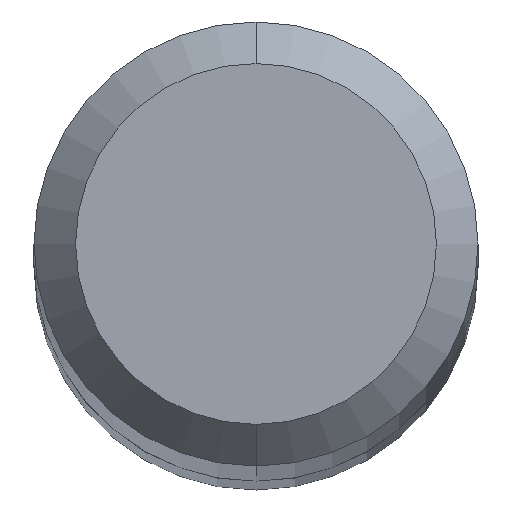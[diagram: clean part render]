
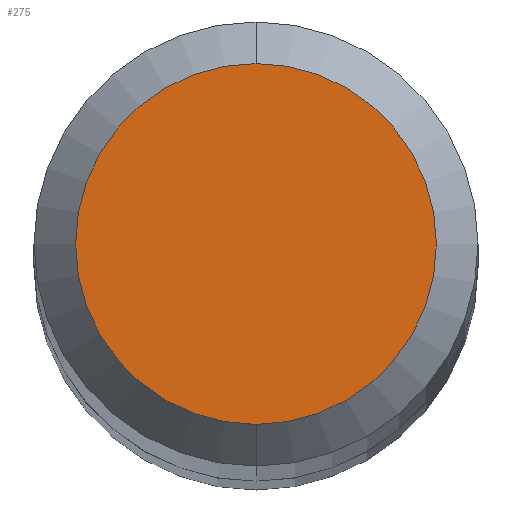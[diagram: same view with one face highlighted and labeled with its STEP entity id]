
A CAD part, top view. The second image highlights one B-rep face of the part: STEP entity #275.
In plain terms, the highlighted planar face has unit normal (0, 0, 1).
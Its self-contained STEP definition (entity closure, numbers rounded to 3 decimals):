
#213=EDGE_CURVE('',#349,#261,#491,.T.);
#231=EDGE_CURVE('',#261,#349,#511,.T.);
#261=VERTEX_POINT('',#544);
#275=ADVANCED_FACE('',(#560),#561,.T.);
#349=VERTEX_POINT('',#642);
#491=CIRCLE('',#886,1.3);
#511=CIRCLE('',#945,1.3);
#544=CARTESIAN_POINT('',(0.,-1.3,0.0));
#560=FACE_OUTER_BOUND('',#1022,.T.);
#561=PLANE('',#1023);
#642=CARTESIAN_POINT('',(0.0,1.3,0.0));
#886=AXIS2_PLACEMENT_3D('',#1366,#1367,#1368);
#945=AXIS2_PLACEMENT_3D('',#1384,#1385,#1386);
#1022=EDGE_LOOP('',(#1459,#1460));
#1023=AXIS2_PLACEMENT_3D('',#1461,#1462,#1463);
#1366=CARTESIAN_POINT('',(0.0,0.0,0.0));
#1367=DIRECTION('',(0.0,0.0,-1.0));
#1368=DIRECTION('',(0.0,1.0,0.0));
#1384=CARTESIAN_POINT('',(0.0,0.0,0.0));
#1385=DIRECTION('',(0.0,0.0,-1.0));
#1386=DIRECTION('',(0.0,1.0,0.0));
#1459=ORIENTED_EDGE('',*,*,#213,.F.);
#1460=ORIENTED_EDGE('',*,*,#231,.F.);
#1461=CARTESIAN_POINT('',(0.0,0.65,0.0));
#1462=DIRECTION('',(-0.0,0.0,1.0));
#1463=DIRECTION('',(0.0,-1.0,0.0));
